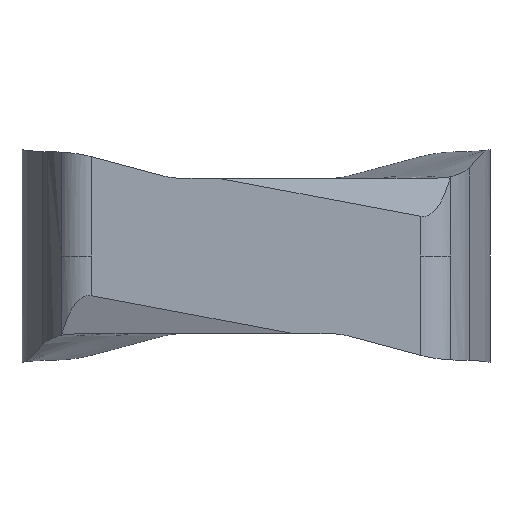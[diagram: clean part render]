
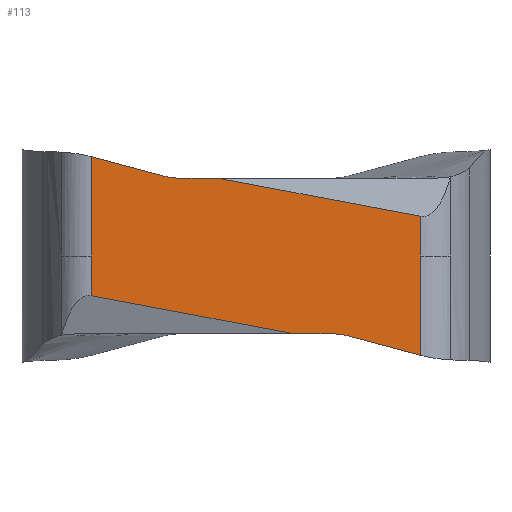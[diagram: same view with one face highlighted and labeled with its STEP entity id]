
A CAD part, left-side view. The second image highlights one B-rep face of the part: STEP entity #113.
In plain terms, the highlighted planar face has unit normal (-1, 0, 0).
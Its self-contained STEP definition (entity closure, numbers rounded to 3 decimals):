
#79=FACE_OUTER_BOUND('',#194,.T.);
#113=ADVANCED_FACE('',(#79),#154,.T.);
#154=PLANE('',#861);
#194=EDGE_LOOP('',(#318,#319,#320,#321,#322,#323,#324,#325,#326,#327,#328,
#329));
#244=B_SPLINE_CURVE_WITH_KNOTS('',3,(#1109,#1110,#1111,#1112),
 .UNSPECIFIED.,.F.,.F.,(4,4),(0.,1.),.UNSPECIFIED.);
#245=B_SPLINE_CURVE_WITH_KNOTS('',3,(#1114,#1115,#1116,#1117),
 .UNSPECIFIED.,.F.,.F.,(4,4),(0.,1.),.UNSPECIFIED.);
#246=B_SPLINE_CURVE_WITH_KNOTS('',3,(#1124,#1125,#1126,#1127),
 .UNSPECIFIED.,.F.,.F.,(4,4),(0.,1.),.UNSPECIFIED.);
#247=B_SPLINE_CURVE_WITH_KNOTS('',3,(#1129,#1130,#1131,#1132),
 .UNSPECIFIED.,.F.,.F.,(4,4),(0.,1.),.UNSPECIFIED.);
#318=ORIENTED_EDGE('',*,*,#658,.T.);
#319=ORIENTED_EDGE('',*,*,#659,.T.);
#320=ORIENTED_EDGE('',*,*,#644,.T.);
#321=ORIENTED_EDGE('',*,*,#660,.T.);
#322=ORIENTED_EDGE('',*,*,#661,.T.);
#323=ORIENTED_EDGE('',*,*,#662,.T.);
#324=ORIENTED_EDGE('',*,*,#663,.T.);
#325=ORIENTED_EDGE('',*,*,#664,.T.);
#326=ORIENTED_EDGE('',*,*,#652,.F.);
#327=ORIENTED_EDGE('',*,*,#665,.T.);
#328=ORIENTED_EDGE('',*,*,#666,.T.);
#329=ORIENTED_EDGE('',*,*,#667,.T.);
#552=VERTEX_POINT('',#1028);
#553=VERTEX_POINT('',#1029);
#560=VERTEX_POINT('',#1069);
#561=VERTEX_POINT('',#1070);
#566=VERTEX_POINT('',#1106);
#567=VERTEX_POINT('',#1107);
#568=VERTEX_POINT('',#1113);
#569=VERTEX_POINT('',#1118);
#570=VERTEX_POINT('',#1120);
#571=VERTEX_POINT('',#1122);
#572=VERTEX_POINT('',#1128);
#573=VERTEX_POINT('',#1133);
#644=EDGE_CURVE('',#552,#553,#768,.T.);
#652=EDGE_CURVE('',#560,#561,#772,.T.);
#658=EDGE_CURVE('',#566,#567,#776,.T.);
#659=EDGE_CURVE('',#567,#552,#777,.T.);
#660=EDGE_CURVE('',#553,#568,#244,.T.);
#661=EDGE_CURVE('',#568,#569,#245,.T.);
#662=EDGE_CURVE('',#569,#570,#778,.T.);
#663=EDGE_CURVE('',#570,#571,#779,.T.);
#664=EDGE_CURVE('',#571,#561,#780,.T.);
#665=EDGE_CURVE('',#560,#572,#246,.T.);
#666=EDGE_CURVE('',#572,#573,#247,.T.);
#667=EDGE_CURVE('',#573,#566,#781,.T.);
#768=LINE('',#1027,#812);
#772=LINE('',#1068,#816);
#776=LINE('',#1105,#820);
#777=LINE('',#1108,#821);
#778=LINE('',#1119,#822);
#779=LINE('',#1121,#823);
#780=LINE('',#1123,#824);
#781=LINE('',#1134,#825);
#812=VECTOR('',#900,1.);
#816=VECTOR('',#910,1.);
#820=VECTOR('',#916,1.);
#821=VECTOR('',#917,1.);
#822=VECTOR('',#918,1.);
#823=VECTOR('',#919,1.);
#824=VECTOR('',#920,1.);
#825=VECTOR('',#921,1.);
#861=AXIS2_PLACEMENT_3D('',#1135,#922,#923);
#900=DIRECTION('',(0.,-1.,0.));
#910=DIRECTION('',(0.,-1.,0.));
#916=DIRECTION('',(0.,0.,-1.));
#917=DIRECTION('',(0.,-0.983,-0.185));
#918=DIRECTION('',(0.,0.,1.));
#919=DIRECTION('',(0.,0.,1.));
#920=DIRECTION('',(0.,0.983,0.185));
#921=DIRECTION('',(0.,0.,-1.));
#922=DIRECTION('',(-1.,0.,0.));
#923=DIRECTION('',(0.,1.,0.));
#1027=CARTESIAN_POINT('',(-2.9,-3.839,0.));
#1028=CARTESIAN_POINT('',(-2.9,-0.813,0.));
#1029=CARTESIAN_POINT('',(-2.9,-1.638,0.));
#1068=CARTESIAN_POINT('',(-2.9,-3.839,3.3));
#1069=CARTESIAN_POINT('',(-2.9,1.638,3.3));
#1070=CARTESIAN_POINT('',(-2.9,0.813,3.3));
#1105=CARTESIAN_POINT('',(-2.9,3.487,3.4));
#1106=CARTESIAN_POINT('',(-2.9,3.487,1.65));
#1107=CARTESIAN_POINT('',(-2.9,3.487,0.808));
#1108=CARTESIAN_POINT('',(-2.9,-3.754,-0.553));
#1109=CARTESIAN_POINT('',(-2.9,-1.638,0.));
#1110=CARTESIAN_POINT('',(-2.9,-1.737,0.));
#1111=CARTESIAN_POINT('',(-2.9,-1.837,-0.013));
#1112=CARTESIAN_POINT('',(-2.9,-1.933,-0.038));
#1113=CARTESIAN_POINT('',(-2.9,-1.933,-0.038));
#1114=CARTESIAN_POINT('',(-2.9,-1.933,-0.038));
#1115=CARTESIAN_POINT('',(-2.9,-2.451,-0.177));
#1116=CARTESIAN_POINT('',(-2.9,-2.969,-0.316));
#1117=CARTESIAN_POINT('',(-2.9,-3.487,-0.455));
#1118=CARTESIAN_POINT('',(-2.9,-3.487,-0.455));
#1119=CARTESIAN_POINT('',(-2.9,-3.487,3.4));
#1120=CARTESIAN_POINT('',(-2.9,-3.487,1.65));
#1121=CARTESIAN_POINT('',(-2.9,-3.487,-0.1));
#1122=CARTESIAN_POINT('',(-2.9,-3.487,2.492));
#1123=CARTESIAN_POINT('',(-2.9,-4.298,2.34));
#1124=CARTESIAN_POINT('',(-2.9,1.638,3.3));
#1125=CARTESIAN_POINT('',(-2.9,1.737,3.3));
#1126=CARTESIAN_POINT('',(-2.9,1.837,3.313));
#1127=CARTESIAN_POINT('',(-2.9,1.933,3.338));
#1128=CARTESIAN_POINT('',(-2.9,1.933,3.338));
#1129=CARTESIAN_POINT('',(-2.9,1.933,3.338));
#1130=CARTESIAN_POINT('',(-2.9,2.451,3.477));
#1131=CARTESIAN_POINT('',(-2.9,2.969,3.616));
#1132=CARTESIAN_POINT('',(-2.9,3.487,3.755));
#1133=CARTESIAN_POINT('',(-2.9,3.487,3.755));
#1134=CARTESIAN_POINT('',(-2.9,3.487,-0.1));
#1135=CARTESIAN_POINT('',(-2.9,-3.839,-0.1));
